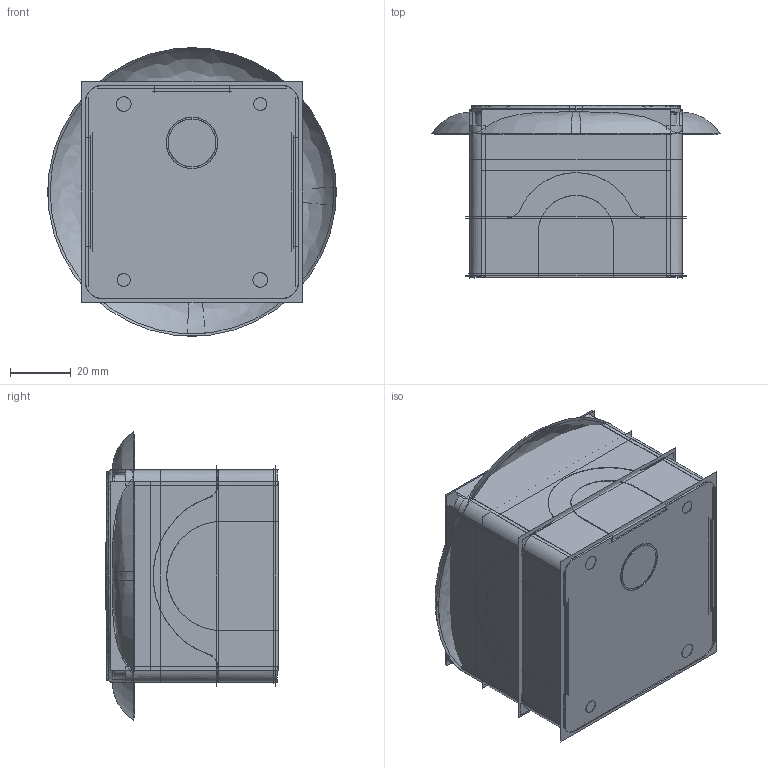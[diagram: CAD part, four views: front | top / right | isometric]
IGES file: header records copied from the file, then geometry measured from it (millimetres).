
Start section:  PTC IGES file: 193979.igs
Global section: file name: 193979.igs; native system: Creo Parametric by PTC Inc.; preprocessor: 2019292; author: PDMAdmin; organization: Unknown; date: 20200430.125602; units: millimetre
Bounding box: 95.12 x 56.98 x 95.12 mm (x, y, z)
Volume: 22099.7 mm3; surface area: 291934.1 mm2
Topology: 6 solids, 6 shells, 502 faces, 2518 edges, 3205 vertices
Faces by surface type: revolution 280, bspline 222
